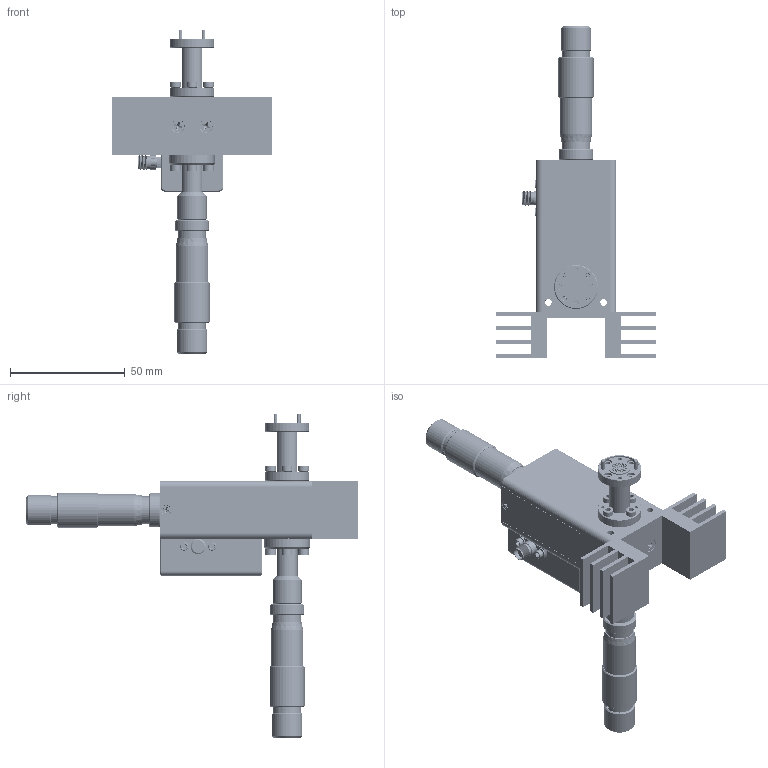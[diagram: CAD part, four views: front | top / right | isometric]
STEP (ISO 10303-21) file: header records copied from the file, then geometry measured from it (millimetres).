
FILE_DESCRIPTION (( 'STEP AP203' ), '1' );
FILE_NAME ('DMOF-10-111-AC1_Defeatured.STEP', '2023-09-20T23:02:07', ( '' ), ( '' ), 'SwSTEP 2.0', 'SolidWorks 2021', '' );
FILE_SCHEMA (( 'CONFIG_CONTROL_DESIGN' ));
Products named in the file (1): DMOF-10-111-AC1_Defeatured
Bounding box: 69.85 x 144.61 x 141.37 mm (x, y, z)
Surface area: 48000.5 mm2 (no closed solid volume)
Topology: 0 solids, 51 shells, 2608 faces, 6611 edges, 4210 vertices
Faces by surface type: cylinder 1345, plane 715, cone 480, bspline 53, torus 12, sphere 3
Full cylindrical faces by diameter (mm): 0.991 x1, 1.829 x1
Entity records: 107436 total; most frequent: CARTESIAN_POINT 49257, ORIENTED_EDGE 13127, DIRECTION 11194, EDGE_CURVE 6566, VERTEX_POINT 4211, AXIS2_PLACEMENT_3D 4206, EDGE_LOOP 2899, VECTOR 2782
